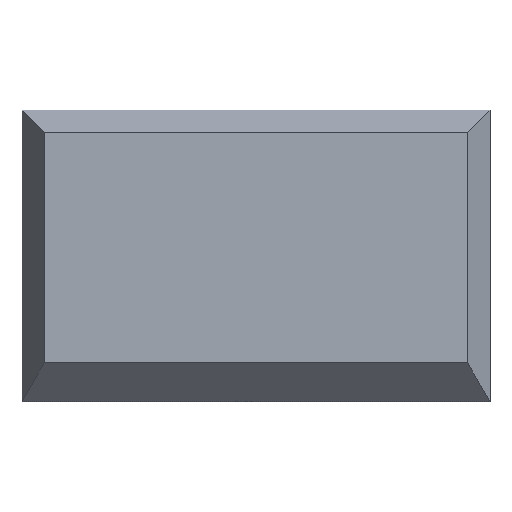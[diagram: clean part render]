
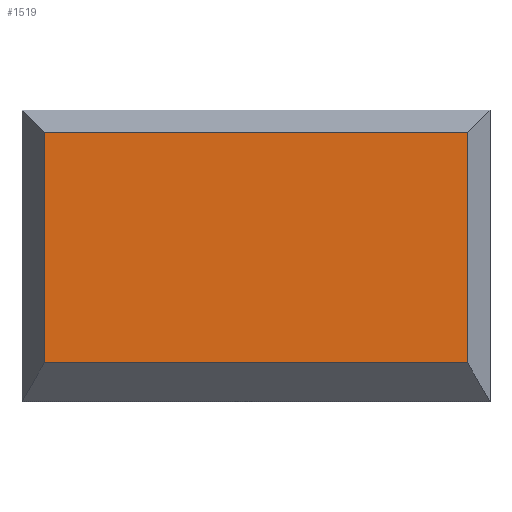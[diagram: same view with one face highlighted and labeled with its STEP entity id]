
A CAD part, top view. The second image highlights one B-rep face of the part: STEP entity #1519.
In plain terms, the highlighted planar face has unit normal (0, 0, 1).
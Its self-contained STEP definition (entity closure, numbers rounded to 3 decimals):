
#29=FACE_OUTER_BOUND('',#118,.T.);
#118=EDGE_LOOP('',(#1071,#1072,#1073,#1074));
#256=LINE('',#2219,#474);
#260=LINE('',#2228,#478);
#264=LINE('',#2236,#482);
#265=LINE('',#2237,#483);
#474=VECTOR('',#1780,10.);
#478=VECTOR('',#1786,10.);
#482=VECTOR('',#1794,10.);
#483=VECTOR('',#1795,10.);
#682=VERTEX_POINT('',#2213);
#684=VERTEX_POINT('',#2217);
#686=VERTEX_POINT('',#2222);
#688=VERTEX_POINT('',#2226);
#826=EDGE_CURVE('',#682,#684,#256,.T.);
#830=EDGE_CURVE('',#686,#688,#260,.T.);
#834=EDGE_CURVE('',#686,#684,#264,.T.);
#835=EDGE_CURVE('',#682,#688,#265,.T.);
#1071=ORIENTED_EDGE('',*,*,#826,.T.);
#1072=ORIENTED_EDGE('',*,*,#834,.F.);
#1073=ORIENTED_EDGE('',*,*,#830,.T.);
#1074=ORIENTED_EDGE('',*,*,#835,.F.);
#1431=PLANE('',#1621);
#1519=ADVANCED_FACE('',(#29),#1431,.T.);
#1621=AXIS2_PLACEMENT_3D('',#2235,#1792,#1793);
#1780=DIRECTION('',(-1.,0.,0.));
#1786=DIRECTION('',(1.,0.,0.));
#1792=DIRECTION('center_axis',(0.,0.,1.));
#1793=DIRECTION('ref_axis',(1.,0.,0.));
#1794=DIRECTION('',(0.,1.,0.));
#1795=DIRECTION('',(0.,-1.,0.));
#2213=CARTESIAN_POINT('',(11.98,6.98,7.1));
#2217=CARTESIAN_POINT('',(-11.98,6.98,7.1));
#2219=CARTESIAN_POINT('',(0.635,6.98,7.1));
#2222=CARTESIAN_POINT('',(-11.98,-6.05,7.1));
#2226=CARTESIAN_POINT('',(11.98,-6.05,7.1));
#2228=CARTESIAN_POINT('',(0.635,-6.05,7.1));
#2235=CARTESIAN_POINT('Origin',(-11.98,0.,7.1));
#2236=CARTESIAN_POINT('',(-11.98,0.,7.1));
#2237=CARTESIAN_POINT('',(11.98,0.,7.1));
